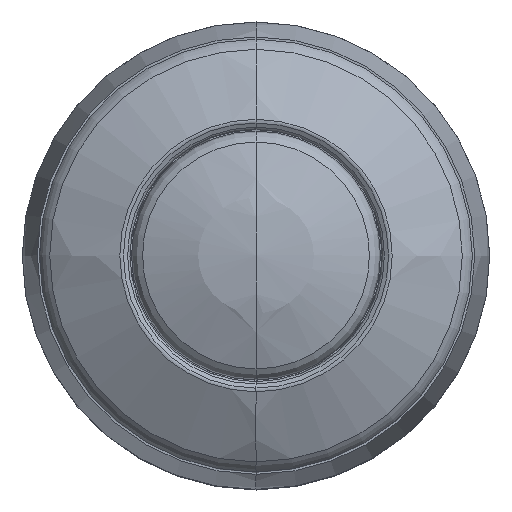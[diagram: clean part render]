
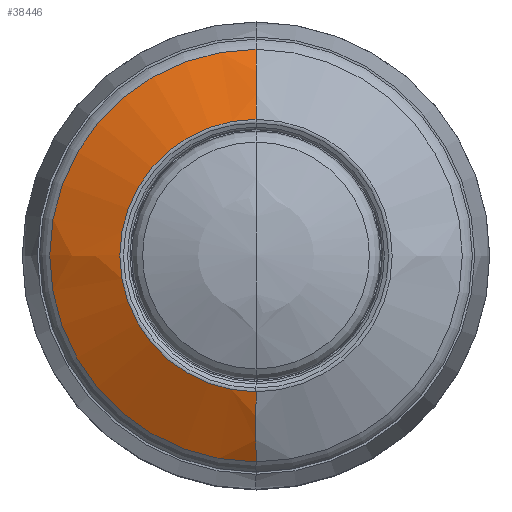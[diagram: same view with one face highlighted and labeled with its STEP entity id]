
A CAD part, top view. The second image highlights one B-rep face of the part: STEP entity #38446.
In plain terms, the highlighted free-form (B-spline) face has degree [3, 3] with [7, 4] control points.
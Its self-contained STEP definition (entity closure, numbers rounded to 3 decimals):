
#36435=CARTESIAN_POINT('',(0.,4.855,
-13.512));
#36436=DIRECTION('',(-1.,0.,0.));
#36437=DIRECTION('',(0.,0.271,0.963));
#36438=AXIS2_PLACEMENT_3D('',#36435,#36436,#36437);
#36488=CARTESIAN_POINT('',(0.,0.,-0.034));
#36489=DIRECTION('',(0.,0.,1.));
#36490=DIRECTION('',(0.,1.,0.));
#36491=AXIS2_PLACEMENT_3D('',#36488,#36489,#36490);
#36493=CARTESIAN_POINT('',(0.,0.,-0.034));
#36494=DIRECTION('',(0.,0.,1.));
#36495=DIRECTION('',(-0.008,-1.,
0.));
#36496=AXIS2_PLACEMENT_3D('',#36493,#36494,#36495);
#36498=CARTESIAN_POINT('',(0.,-4.855,
-13.512));
#36499=DIRECTION('',(1.,0.,0.));
#36500=DIRECTION('',(0.,-0.271,0.963));
#36501=AXIS2_PLACEMENT_3D('',#36498,#36499,#36500);
#36503=CARTESIAN_POINT('',(0.,0.,-2.19));
#36504=DIRECTION('',(0.,0.,-1.));
#36505=DIRECTION('',(0.,-1.,0.));
#36506=AXIS2_PLACEMENT_3D('',#36503,#36504,#36505);
#36508=CARTESIAN_POINT('',(0.,0.,-2.19));
#36509=DIRECTION('',(0.,0.,-1.));
#36510=DIRECTION('',(-0.006,-1.,0.));
#36511=AXIS2_PLACEMENT_3D('',#36508,#36509,#36510);
#37851=CARTESIAN_POINT('',(0.,-13.09,
-2.19));
#37853=VERTEX_POINT('',#37851);
#37854=CARTESIAN_POINT('',(0.,13.09,
-2.19));
#37855=VERTEX_POINT('',#37854);
#37856=CARTESIAN_POINT('',(0.,-8.642,
-0.034));
#37858=VERTEX_POINT('',#37856);
#37860=CARTESIAN_POINT('',(0.,8.642,
-0.034));
#37861=VERTEX_POINT('',#37860);
#37878=CARTESIAN_POINT('',(-0.07,-8.642,
-0.034));
#37879=VERTEX_POINT('',#37878);
#37880=CARTESIAN_POINT('',(-0.079,-13.089,
-2.19));
#37881=VERTEX_POINT('',#37880);
#38407=CARTESIAN_POINT('',(0.537,-8.529,
-0.007));
#38408=CARTESIAN_POINT('',(0.641,-10.197,
-0.464));
#38409=CARTESIAN_POINT('',(0.739,-11.753,
-1.22));
#38410=CARTESIAN_POINT('',(0.827,-13.144,
-2.249));
#38411=CARTESIAN_POINT('',(-4.712,-8.859,
-0.007));
#38412=CARTESIAN_POINT('',(-5.634,-10.592,
-0.464));
#38413=CARTESIAN_POINT('',(-6.493,-12.208,
-1.22));
#38414=CARTESIAN_POINT('',(-7.262,-13.653,
-2.249));
#38415=CARTESIAN_POINT('',(-8.546,-5.259,
-0.007));
#38416=CARTESIAN_POINT('',(-10.217,-6.288,
-0.464));
#38417=CARTESIAN_POINT('',(-11.776,-7.247,
-1.22));
#38418=CARTESIAN_POINT('',(-13.17,-8.105,
-2.249));
#38419=CARTESIAN_POINT('',(-8.546,0.,
-0.007));
#38420=CARTESIAN_POINT('',(-10.217,0.,
-0.464));
#38421=CARTESIAN_POINT('',(-11.776,0.,
-1.22));
#38422=CARTESIAN_POINT('',(-13.17,0.,
-2.249));
#38423=CARTESIAN_POINT('',(-8.546,5.259,
-0.007));
#38424=CARTESIAN_POINT('',(-10.217,6.288,
-0.464));
#38425=CARTESIAN_POINT('',(-11.776,7.247,
-1.22));
#38426=CARTESIAN_POINT('',(-13.17,8.105,
-2.249));
#38427=CARTESIAN_POINT('',(-4.712,8.859,
-0.007));
#38428=CARTESIAN_POINT('',(-5.634,10.592,
-0.464));
#38429=CARTESIAN_POINT('',(-6.493,12.208,
-1.22));
#38430=CARTESIAN_POINT('',(-7.262,13.653,
-2.249));
#38431=CARTESIAN_POINT('',(0.537,8.529,
-0.007));
#38432=CARTESIAN_POINT('',(0.641,10.197,
-0.464));
#38433=CARTESIAN_POINT('',(0.739,11.753,
-1.22));
#38434=CARTESIAN_POINT('',(0.827,13.144,
-2.249));
#38435=(BOUNDED_SURFACE()B_SPLINE_SURFACE(3,3,((#38407,#38408,#38409,#38410),(
#38411,#38412,#38413,#38414),(#38415,#38416,#38417,#38418),(#38419,#38420,
#38421,#38422),(#38423,#38424,#38425,#38426),(#38427,#38428,#38429,#38430),(
#38431,#38432,#38433,#38434)),.UNSPECIFIED.,.F.,.F.,.F.)B_SPLINE_SURFACE_WITH_KNOTS((4,3,4),(4,4),(0.,1.,2.),(0.,1.),.UNSPECIFIED.)GEOMETRIC_REPRESENTATION_ITEM()RATIONAL_B_SPLINE_SURFACE(((1.197,1.184,
1.184,1.197),(0.946,0.935,
0.935,0.946),(0.946,0.935,
0.935,0.946),(1.197,1.184,
1.184,1.197),(0.946,0.935,
0.935,0.946),(0.946,0.935,
0.935,0.946),(1.197,1.184,
1.184,1.197)))REPRESENTATION_ITEM('')SURFACE());
#38436=ORIENTED_EDGE('',*,*,#38401,.T.);
#38437=ORIENTED_EDGE('',*,*,#38399,.T.);
#38438=ORIENTED_EDGE('',*,*,#38332,.T.);
#38440=ORIENTED_EDGE('',*,*,#38439,.T.);
#38442=ORIENTED_EDGE('',*,*,#38441,.T.);
#38443=ORIENTED_EDGE('',*,*,#38328,.F.);
#38444=EDGE_LOOP('',(#38436,#38437,#38438,#38440,#38442,#38443));
#38445=FACE_OUTER_BOUND('',#38444,.F.);
#38446=ADVANCED_FACE('',(#38445),#38435,.T.);
#36439=CIRCLE('',#36438,14.);
#36492=CIRCLE('',#36491,8.642);
#36497=CIRCLE('',#36496,8.642);
#36502=CIRCLE('',#36501,14.);
#36507=CIRCLE('',#36506,13.09);
#36512=CIRCLE('',#36511,13.09);
#38328=EDGE_CURVE('',#37861,#37855,#36439,.T.);
#38332=EDGE_CURVE('',#37858,#37853,#36502,.T.);
#38399=EDGE_CURVE('',#37879,#37858,#36497,.T.);
#38401=EDGE_CURVE('',#37861,#37879,#36492,.T.);
#38439=EDGE_CURVE('',#37853,#37881,#36507,.T.);
#38441=EDGE_CURVE('',#37881,#37855,#36512,.T.);
